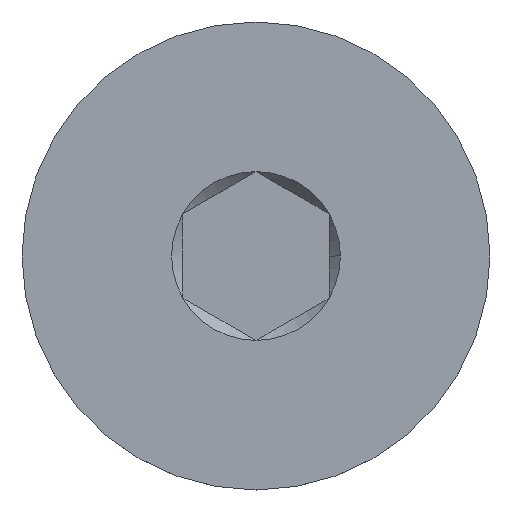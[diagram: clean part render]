
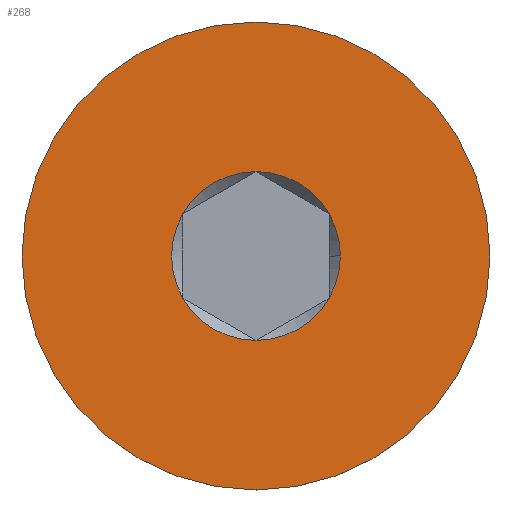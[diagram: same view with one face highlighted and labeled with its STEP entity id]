
A CAD part, top view. The second image highlights one B-rep face of the part: STEP entity #268.
In plain terms, the highlighted planar face has unit normal (0, 0, 1).
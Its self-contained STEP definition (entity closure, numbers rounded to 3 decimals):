
#91 = CARTESIAN_POINT ( 'NONE',  ( -2.5, -1.443, 11. ) ) ;
#268 = ADVANCED_FACE ( 'NONE', ( #1437, #593 ), #2764, .T. ) ;
#269 = EDGE_CURVE ( 'NONE', #3027, #374, #2559, .T. ) ;
#274 = DIRECTION ( 'NONE',  ( 1., 0., 0. ) ) ;
#304 = CIRCLE ( 'NONE', #2981, 8. ) ;
#305 = DIRECTION ( 'NONE',  ( 0., 0., 1. ) ) ;
#329 = DIRECTION ( 'NONE',  ( 1., 0., 0. ) ) ;
#331 = AXIS2_PLACEMENT_3D ( 'NONE', #2356, #2677, #802 ) ;
#374 = VERTEX_POINT ( 'NONE', #91 ) ;
#448 = CIRCLE ( 'NONE', #2955, 2.887 ) ;
#498 = EDGE_CURVE ( 'NONE', #649, #965, #3490, .T. ) ;
#513 = DIRECTION ( 'NONE',  ( 1., 0., 0. ) ) ;
#547 = EDGE_CURVE ( 'NONE', #2919, #2688, #1673, .T. ) ;
#556 = DIRECTION ( 'NONE',  ( 0., -1., 0. ) ) ;
#567 = CARTESIAN_POINT ( 'NONE',  ( 2.5, -1.443, 11. ) ) ;
#593 = FACE_OUTER_BOUND ( 'NONE', #4028, .T. ) ;
#641 = CIRCLE ( 'NONE', #331, 2.887 ) ;
#649 = VERTEX_POINT ( 'NONE', #3167 ) ;
#662 = ORIENTED_EDGE ( 'NONE', *, *, #1534, .F. ) ;
#694 = AXIS2_PLACEMENT_3D ( 'NONE', #2545, #1903, #329 ) ;
#760 = DIRECTION ( 'NONE',  ( 0., 0., 1. ) ) ;
#802 = DIRECTION ( 'NONE',  ( 1., 0., 0. ) ) ;
#847 = VERTEX_POINT ( 'NONE', #1304 ) ;
#916 = CARTESIAN_POINT ( 'NONE',  ( 0., 8., 11. ) ) ;
#965 = VERTEX_POINT ( 'NONE', #1695 ) ;
#997 = CARTESIAN_POINT ( 'NONE',  ( 0., 0., 11. ) ) ;
#1067 = ORIENTED_EDGE ( 'NONE', *, *, #1866, .F. ) ;
#1101 = DIRECTION ( 'NONE',  ( 1., 0., 0. ) ) ;
#1125 = CARTESIAN_POINT ( 'NONE',  ( 0., 0., 11. ) ) ;
#1135 = DIRECTION ( 'NONE',  ( 0., 0., 1. ) ) ;
#1163 = EDGE_CURVE ( 'NONE', #374, #847, #641, .T. ) ;
#1181 = CIRCLE ( 'NONE', #3367, 2.887 ) ;
#1304 = CARTESIAN_POINT ( 'NONE',  ( 0., -2.887, 11. ) ) ;
#1437 = FACE_BOUND ( 'NONE', #3804, .T. ) ;
#1471 = CIRCLE ( 'NONE', #694, 2.887 ) ;
#1534 = EDGE_CURVE ( 'NONE', #847, #2665, #2056, .T. ) ;
#1575 = DIRECTION ( 'NONE',  ( 0., 0., 1. ) ) ;
#1673 = CIRCLE ( 'NONE', #2873, 8. ) ;
#1695 = CARTESIAN_POINT ( 'NONE',  ( 2.5, 1.443, 11. ) ) ;
#1736 = DIRECTION ( 'NONE',  ( 0., 1., 0. ) ) ;
#1737 = ORIENTED_EDGE ( 'NONE', *, *, #2847, .F. ) ;
#1745 = DIRECTION ( 'NONE',  ( 0., 0., -1. ) ) ;
#1748 = DIRECTION ( 'NONE',  ( 0., 0., -1. ) ) ;
#1757 = ORIENTED_EDGE ( 'NONE', *, *, #498, .F. ) ;
#1866 = EDGE_CURVE ( 'NONE', #2688, #2919, #304, .T. ) ;
#1894 = DIRECTION ( 'NONE',  ( 1., 0., 0. ) ) ;
#1903 = DIRECTION ( 'NONE',  ( 0., 0., 1. ) ) ;
#1964 = AXIS2_PLACEMENT_3D ( 'NONE', #2971, #760, #1101 ) ;
#2007 = ORIENTED_EDGE ( 'NONE', *, *, #269, .F. ) ;
#2056 = CIRCLE ( 'NONE', #3344, 2.887 ) ;
#2060 = DIRECTION ( 'NONE',  ( 0., 1., 0. ) ) ;
#2238 = AXIS2_PLACEMENT_3D ( 'NONE', #3396, #3096, #556 ) ;
#2287 = EDGE_CURVE ( 'NONE', #965, #3557, #1181, .T. ) ;
#2302 = CARTESIAN_POINT ( 'NONE',  ( 0., 2.887, 11. ) ) ;
#2356 = CARTESIAN_POINT ( 'NONE',  ( 0., 0., 11. ) ) ;
#2456 = CARTESIAN_POINT ( 'NONE',  ( 0., 0., 11. ) ) ;
#2500 = EDGE_CURVE ( 'NONE', #3557, #3027, #448, .T. ) ;
#2513 = DIRECTION ( 'NONE',  ( 1., 0., 0. ) ) ;
#2545 = CARTESIAN_POINT ( 'NONE',  ( 0., 0., 11. ) ) ;
#2559 = CIRCLE ( 'NONE', #3526, 2.887 ) ;
#2665 = VERTEX_POINT ( 'NONE', #567 ) ;
#2677 = DIRECTION ( 'NONE',  ( 0., 0., 1. ) ) ;
#2688 = VERTEX_POINT ( 'NONE', #916 ) ;
#2722 = ORIENTED_EDGE ( 'NONE', *, *, #547, .F. ) ;
#2749 = CARTESIAN_POINT ( 'NONE',  ( 0., 0., 11. ) ) ;
#2764 = PLANE ( 'NONE',  #2238 ) ;
#2815 = ORIENTED_EDGE ( 'NONE', *, *, #2287, .F. ) ;
#2847 = EDGE_CURVE ( 'NONE', #2665, #649, #1471, .T. ) ;
#2873 = AXIS2_PLACEMENT_3D ( 'NONE', #3316, #1748, #1736 ) ;
#2879 = CARTESIAN_POINT ( 'NONE',  ( 0., -8., 11. ) ) ;
#2919 = VERTEX_POINT ( 'NONE', #2879 ) ;
#2955 = AXIS2_PLACEMENT_3D ( 'NONE', #3350, #1135, #513 ) ;
#2971 = CARTESIAN_POINT ( 'NONE',  ( 0., 0., 11. ) ) ;
#2981 = AXIS2_PLACEMENT_3D ( 'NONE', #1125, #1745, #2060 ) ;
#3027 = VERTEX_POINT ( 'NONE', #3797 ) ;
#3096 = DIRECTION ( 'NONE',  ( 0., 0., 1. ) ) ;
#3167 = CARTESIAN_POINT ( 'NONE',  ( 2.887, 0., 11. ) ) ;
#3316 = CARTESIAN_POINT ( 'NONE',  ( 0., 0., 11. ) ) ;
#3344 = AXIS2_PLACEMENT_3D ( 'NONE', #997, #3801, #1894 ) ;
#3350 = CARTESIAN_POINT ( 'NONE',  ( 0., 0., 11. ) ) ;
#3367 = AXIS2_PLACEMENT_3D ( 'NONE', #2456, #1575, #2513 ) ;
#3396 = CARTESIAN_POINT ( 'NONE',  ( 0., 0., 11. ) ) ;
#3490 = CIRCLE ( 'NONE', #1964, 2.887 ) ;
#3526 = AXIS2_PLACEMENT_3D ( 'NONE', #2749, #305, #274 ) ;
#3557 = VERTEX_POINT ( 'NONE', #2302 ) ;
#3797 = CARTESIAN_POINT ( 'NONE',  ( -2.5, 1.443, 11. ) ) ;
#3801 = DIRECTION ( 'NONE',  ( 0., 0., 1. ) ) ;
#3804 = EDGE_LOOP ( 'NONE', ( #2815, #1757, #1737, #662, #4055, #2007, #4049 ) ) ;
#4028 = EDGE_LOOP ( 'NONE', ( #1067, #2722 ) ) ;
#4049 = ORIENTED_EDGE ( 'NONE', *, *, #2500, .F. ) ;
#4055 = ORIENTED_EDGE ( 'NONE', *, *, #1163, .F. ) ;
